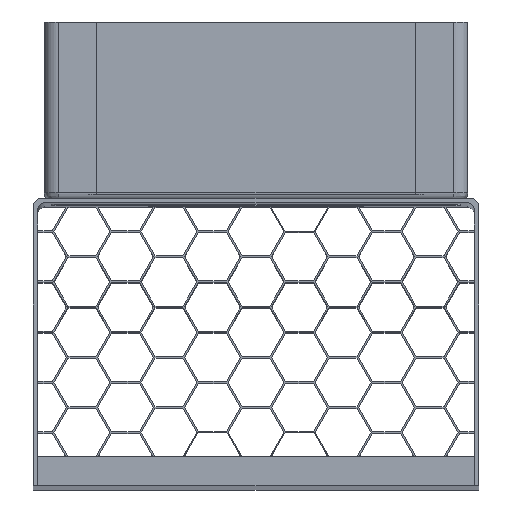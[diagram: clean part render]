
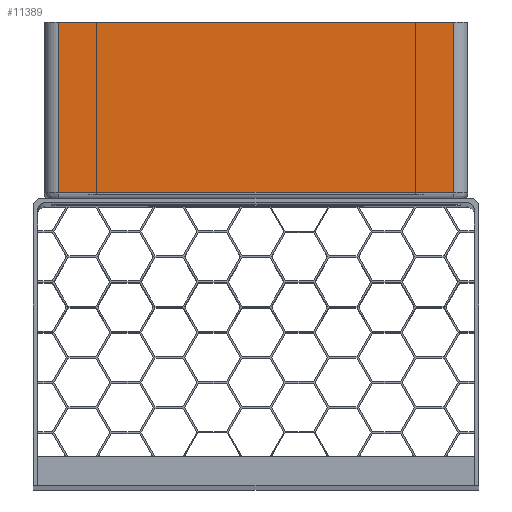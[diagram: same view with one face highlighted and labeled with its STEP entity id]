
A CAD part, top view. The second image highlights one B-rep face of the part: STEP entity #11389.
In plain terms, the highlighted face is planar.
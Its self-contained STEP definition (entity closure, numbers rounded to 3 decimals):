
#284=PLANE('',#12166);
#828=FACE_OUTER_BOUND('',#1435,.T.);
#1435=EDGE_LOOP('',(#8333,#8334,#8335,#8336));
#2164=LINE('',#16370,#3616);
#2174=LINE('',#16471,#3626);
#2175=LINE('',#16475,#3627);
#2176=LINE('',#16476,#3628);
#3616=VECTOR('',#13246,10.);
#3626=VECTOR('',#13290,10.);
#3627=VECTOR('',#13295,10.);
#3628=VECTOR('',#13296,10.);
#5279=VERTEX_POINT('',#16366);
#5280=VERTEX_POINT('',#16368);
#5294=VERTEX_POINT('',#16470);
#5295=VERTEX_POINT('',#16474);
#6445=EDGE_CURVE('',#5280,#5279,#2164,.T.);
#6470=EDGE_CURVE('',#5279,#5294,#2174,.T.);
#6472=EDGE_CURVE('',#5280,#5295,#2175,.T.);
#6473=EDGE_CURVE('',#5294,#5295,#2176,.T.);
#8333=ORIENTED_EDGE('',*,*,#6445,.F.);
#8334=ORIENTED_EDGE('',*,*,#6472,.T.);
#8335=ORIENTED_EDGE('',*,*,#6473,.F.);
#8336=ORIENTED_EDGE('',*,*,#6470,.F.);
#11389=ADVANCED_FACE('',(#828),#284,.T.);
#12166=AXIS2_PLACEMENT_3D('',#16473,#13293,#13294);
#13246=DIRECTION('',(-1.,0.,0.));
#13290=DIRECTION('',(0.,0.,1.));
#13293=DIRECTION('center_axis',(0.,-1.,0.));
#13294=DIRECTION('ref_axis',(1.,0.,0.));
#13295=DIRECTION('',(0.,0.,1.));
#13296=DIRECTION('',(1.,0.,0.));
#16366=CARTESIAN_POINT('',(-260.,-86.,2.5));
#16368=CARTESIAN_POINT('',(-150.,-86.,2.5));
#16370=CARTESIAN_POINT('',(-232.5,-86.,2.5));
#16470=CARTESIAN_POINT('',(-260.,-86.,50.));
#16471=CARTESIAN_POINT('',(-260.,-86.,0.));
#16473=CARTESIAN_POINT('Origin',(-260.,-86.,0.));
#16474=CARTESIAN_POINT('',(-150.,-86.,50.));
#16475=CARTESIAN_POINT('',(-150.,-86.,0.));
#16476=CARTESIAN_POINT('',(-260.,-86.,50.));
